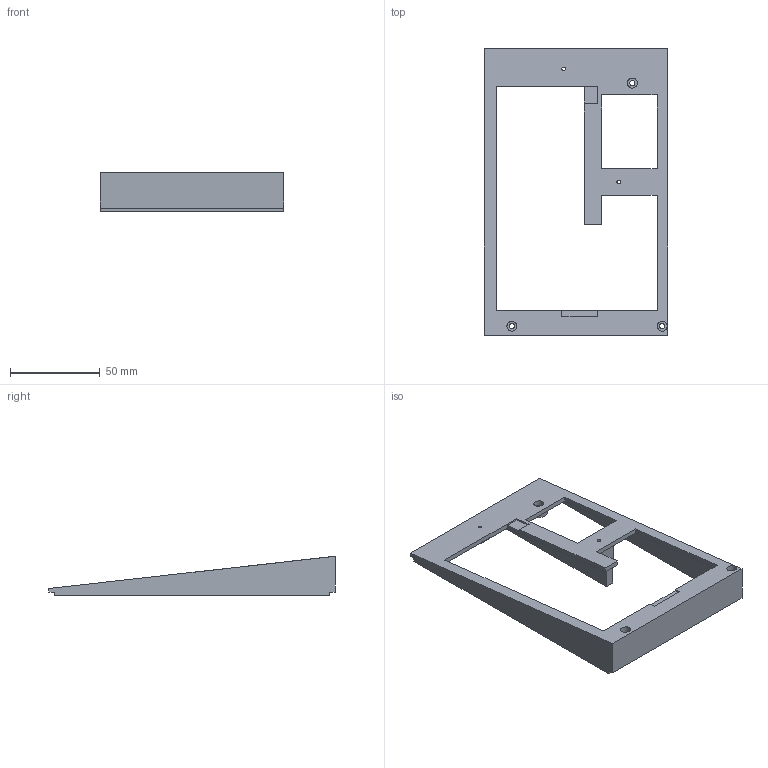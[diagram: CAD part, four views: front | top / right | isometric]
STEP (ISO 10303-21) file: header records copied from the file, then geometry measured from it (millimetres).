
FILE_DESCRIPTION(/* description */ (''),/* implementation_level */ '2;1');
FILE_NAME(/* name */ 'testBottom.stp',/* time_stamp */ '2022-11-01T17:34:37+00:00',/* author */ ('benka'),/* organization */ (''),/* preprocessor_version */ 'ST-DEVELOPER v18.1',/* originating_system */ 'Autodesk Inventor 2022',/* authorisation */ '');
FILE_SCHEMA (('CONFIG_CONTROL_DESIGN'));
Length unit declared in the file: millimetre
Products named in the file (1): Bottom
Bounding box: 102.16 x 159.53 x 22.04 mm (x, y, z)
Volume: 45535.2 mm3; surface area: 29363.6 mm2
Topology: 1 solids, 1 shells, 72 faces, 185 edges, 123 vertices
Faces by surface type: plane 55, cylinder 17
Full cylindrical faces by diameter (mm): 2 x2, 2.9 x3, 5.6 x3, 8 x2, 10 x1
Entity records: 2399 total; most frequent: CARTESIAN_POINT 489, ORIENTED_EDGE 370, DIRECTION 357, EDGE_CURVE 185, LINE 151, VECTOR 151, VERTEX_POINT 123, AXIS2_PLACEMENT_3D 103
